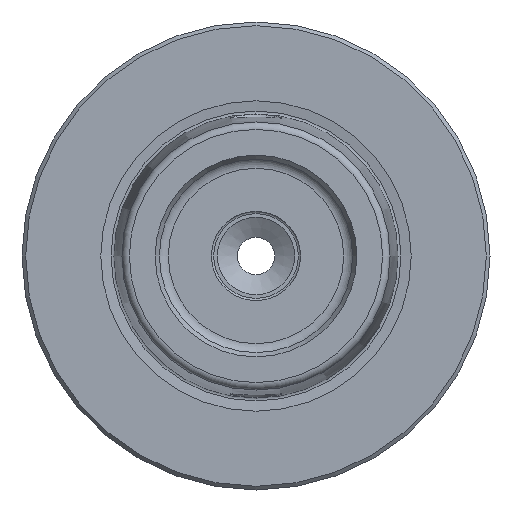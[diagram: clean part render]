
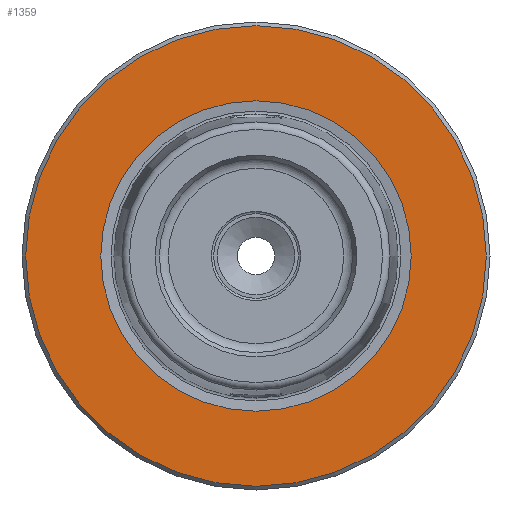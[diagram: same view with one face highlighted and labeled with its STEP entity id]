
A CAD part, left-side view. The second image highlights one B-rep face of the part: STEP entity #1359.
In plain terms, the highlighted planar face has unit normal (-1, 0, 0).
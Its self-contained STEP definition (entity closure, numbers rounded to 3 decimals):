
#38=FACE_BOUND('',#209,.T.);
#48=PLANE('',#1576);
#134=FACE_OUTER_BOUND('',#208,.T.);
#208=EDGE_LOOP('',(#1191,#1192));
#209=EDGE_LOOP('',(#1193,#1194));
#434=CIRCLE('',#1573,20.89);
#435=CIRCLE('',#1574,20.89);
#437=CIRCLE('',#1577,31.);
#438=CIRCLE('',#1578,31.);
#602=VERTEX_POINT('',#2837);
#603=VERTEX_POINT('',#2839);
#604=VERTEX_POINT('',#2844);
#605=VERTEX_POINT('',#2845);
#807=EDGE_CURVE('',#603,#602,#434,.T.);
#808=EDGE_CURVE('',#602,#603,#435,.T.);
#810=EDGE_CURVE('',#604,#605,#437,.T.);
#811=EDGE_CURVE('',#605,#604,#438,.T.);
#1191=ORIENTED_EDGE('',*,*,#810,.F.);
#1192=ORIENTED_EDGE('',*,*,#811,.F.);
#1193=ORIENTED_EDGE('',*,*,#807,.T.);
#1194=ORIENTED_EDGE('',*,*,#808,.T.);
#1359=ADVANCED_FACE('',(#134,#38),#48,.T.);
#1573=AXIS2_PLACEMENT_3D('',#2840,#2015,#2016);
#1574=AXIS2_PLACEMENT_3D('',#2841,#2017,#2018);
#1576=AXIS2_PLACEMENT_3D('',#2843,#2021,#2022);
#1577=AXIS2_PLACEMENT_3D('',#2846,#2023,#2024);
#1578=AXIS2_PLACEMENT_3D('',#2847,#2025,#2026);
#2015=DIRECTION('center_axis',(1.,0.,0.));
#2016=DIRECTION('ref_axis',(0.,0.,-1.));
#2017=DIRECTION('center_axis',(1.,0.,0.));
#2018=DIRECTION('ref_axis',(0.,0.,-1.));
#2021=DIRECTION('center_axis',(-1.,0.,0.));
#2022=DIRECTION('ref_axis',(0.,0.,1.));
#2023=DIRECTION('center_axis',(1.,0.,0.));
#2024=DIRECTION('ref_axis',(0.,0.,-1.));
#2025=DIRECTION('center_axis',(1.,0.,0.));
#2026=DIRECTION('ref_axis',(0.,0.,-1.));
#2837=CARTESIAN_POINT('',(0.,-20.89,0.));
#2839=CARTESIAN_POINT('',(0.,20.89,0.));
#2840=CARTESIAN_POINT('Origin',(0.,0.,0.));
#2841=CARTESIAN_POINT('Origin',(0.,0.,0.));
#2843=CARTESIAN_POINT('Origin',(0.,31.,0.));
#2844=CARTESIAN_POINT('',(0.,31.,0.));
#2845=CARTESIAN_POINT('',(0.,-31.,0.));
#2846=CARTESIAN_POINT('Origin',(0.,0.,0.));
#2847=CARTESIAN_POINT('Origin',(0.,0.,0.));
